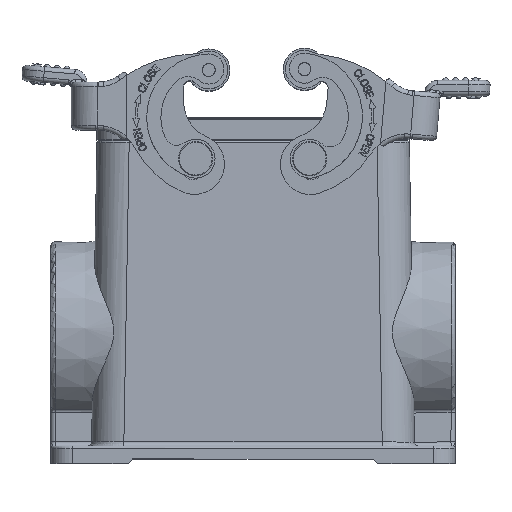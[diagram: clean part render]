
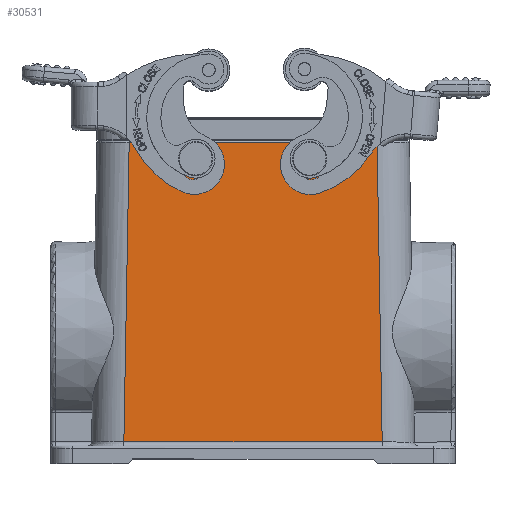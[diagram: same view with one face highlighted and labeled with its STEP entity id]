
A CAD part, top view. The second image highlights one B-rep face of the part: STEP entity #30531.
In plain terms, the highlighted planar face has unit normal (0, 0.018, 1).
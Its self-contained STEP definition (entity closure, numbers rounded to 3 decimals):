
#4098=DIRECTION('',(0.017,-1.,0.017));
#4099=VECTOR('',#4098,69.547);
#4100=CARTESIAN_POINT('',(75.819,51.712,49.758));
#4101=LINE('',#4100,#4099);
#4102=DIRECTION('',(0.018,1.,-0.017));
#4103=VECTOR('',#4102,69.547);
#4104=CARTESIAN_POINT('',(16.964,-17.796,50.971));
#4105=LINE('',#4104,#4103);
#4106=CARTESIAN_POINT('',(60.777,49.388,49.798));
#4107=CARTESIAN_POINT('',(60.727,49.407,49.798));
#4108=CARTESIAN_POINT('',(60.624,49.44,49.798));
#4109=CARTESIAN_POINT('',(60.465,49.471,49.797));
#4110=CARTESIAN_POINT('',(60.358,49.48,49.798));
#4111=CARTESIAN_POINT('',(60.304,49.482,49.798));
#4113=CARTESIAN_POINT('',(60.304,49.482,49.798));
#4114=CARTESIAN_POINT('',(60.227,49.489,49.797));
#4115=CARTESIAN_POINT('',(60.074,49.492,49.796));
#4116=CARTESIAN_POINT('',(59.849,49.461,49.797));
#4117=CARTESIAN_POINT('',(59.703,49.417,49.798));
#4118=CARTESIAN_POINT('',(59.631,49.389,49.798));
#6570=DIRECTION('',(-1.,0.,0.));
#6571=VECTOR('',#6570,57.619);
#6572=CARTESIAN_POINT('',(75.819,51.712,49.758));
#6573=LINE('',#6572,#6571);
#7285=DIRECTION('',(1.,0.,0.));
#7286=VECTOR('',#7285,1.247);
#7287=CARTESIAN_POINT('',(58.384,49.389,49.798));
#7288=LINE('',#7287,#7286);
#7309=DIRECTION('',(1.,0.,0.));
#7310=VECTOR('',#7309,1.169);
#7311=CARTESIAN_POINT('',(60.777,49.388,49.798));
#7312=LINE('',#7311,#7310);
#7378=CARTESIAN_POINT('',(61.946,49.388,49.798));
#7379=CARTESIAN_POINT('',(62.068,49.235,49.801));
#7380=CARTESIAN_POINT('',(62.264,48.912,49.807));
#7381=CARTESIAN_POINT('',(62.426,48.389,49.816));
#7382=CARTESIAN_POINT('',(62.447,48.01,49.822));
#7383=CARTESIAN_POINT('',(62.433,47.815,49.826));
#7395=CARTESIAN_POINT('',(57.902,48.212,49.819));
#7396=CARTESIAN_POINT('',(57.918,48.359,49.816));
#7397=CARTESIAN_POINT('',(57.975,48.641,49.811));
#7398=CARTESIAN_POINT('',(58.135,49.033,49.805));
#7399=CARTESIAN_POINT('',(58.292,49.274,49.8));
#7400=CARTESIAN_POINT('',(58.384,49.389,49.798));
#7402=CARTESIAN_POINT('',(62.433,47.815,49.826));
#7403=CARTESIAN_POINT('',(62.417,47.59,49.83));
#7404=CARTESIAN_POINT('',(62.324,47.166,49.837));
#7405=CARTESIAN_POINT('',(62.003,46.581,49.847));
#7406=CARTESIAN_POINT('',(61.531,46.116,49.856));
#7407=CARTESIAN_POINT('',(60.945,45.804,49.861));
#7408=CARTESIAN_POINT('',(60.295,45.671,49.863));
#7409=CARTESIAN_POINT('',(59.634,45.729,49.862));
#7410=CARTESIAN_POINT('',(59.017,45.973,49.858));
#7411=CARTESIAN_POINT('',(58.494,46.383,49.851));
#7412=CARTESIAN_POINT('',(58.111,46.924,49.841));
#7413=CARTESIAN_POINT('',(57.897,47.556,49.83));
#7414=CARTESIAN_POINT('',(57.879,47.989,49.823));
#7415=CARTESIAN_POINT('',(57.902,48.212,49.819));
#15514=DIRECTION('',(1.,0.,0.));
#15515=VECTOR('',#15514,60.047);
#15516=CARTESIAN_POINT('',(16.964,-17.796,
50.971));
#15517=LINE('',#15516,#15515);
#15527=CARTESIAN_POINT('',(35.988,48.014,49.823));
#15528=CARTESIAN_POINT('',(35.992,47.784,49.827));
#15529=CARTESIAN_POINT('',(35.934,47.344,49.834));
#15530=CARTESIAN_POINT('',(35.66,46.72,49.845));
#15531=CARTESIAN_POINT('',(35.221,46.204,49.854));
#15532=CARTESIAN_POINT('',(34.653,45.834,49.861));
#15533=CARTESIAN_POINT('',(34.003,45.641,49.864));
#15534=CARTESIAN_POINT('',(33.325,45.641,49.864));
#15535=CARTESIAN_POINT('',(32.675,45.835,49.861));
#15536=CARTESIAN_POINT('',(32.107,46.205,49.854));
#15537=CARTESIAN_POINT('',(31.668,46.721,49.845));
#15538=CARTESIAN_POINT('',(31.394,47.345,49.834));
#15539=CARTESIAN_POINT('',(31.337,47.784,49.827));
#15540=CARTESIAN_POINT('',(31.341,48.014,49.823));
#15560=CARTESIAN_POINT('',(31.341,48.014,49.823));
#15561=CARTESIAN_POINT('',(31.345,48.219,49.819));
#15562=CARTESIAN_POINT('',(31.404,48.613,49.812));
#15563=CARTESIAN_POINT('',(31.643,49.173,49.802));
#15564=CARTESIAN_POINT('',(32.018,49.65,49.794));
#15565=CARTESIAN_POINT('',(32.501,50.015,49.788));
#15566=CARTESIAN_POINT('',(33.065,50.245,49.784));
#15567=CARTESIAN_POINT('',(33.459,50.297,49.783));
#15568=CARTESIAN_POINT('',(33.664,50.297,49.783));
#15570=CARTESIAN_POINT('',(33.664,50.297,49.783));
#15571=CARTESIAN_POINT('',(33.869,50.297,49.783));
#15572=CARTESIAN_POINT('',(34.264,50.245,49.784));
#15573=CARTESIAN_POINT('',(34.828,50.015,49.788));
#15574=CARTESIAN_POINT('',(35.311,49.65,49.794));
#15575=CARTESIAN_POINT('',(35.685,49.173,49.802));
#15576=CARTESIAN_POINT('',(35.925,48.613,49.812));
#15577=CARTESIAN_POINT('',(35.984,48.219,49.819));
#15578=CARTESIAN_POINT('',(35.988,48.014,49.823));
#20777=CARTESIAN_POINT('',(16.964,-17.796,
50.971));
#20778=CARTESIAN_POINT('',(18.199,51.73,49.758));
#20779=VERTEX_POINT('',#20777);
#20780=VERTEX_POINT('',#20778);
#20785=CARTESIAN_POINT('',(75.819,51.712,49.758));
#20786=CARTESIAN_POINT('',(77.01,-17.815,
50.971));
#20787=VERTEX_POINT('',#20785);
#20788=VERTEX_POINT('',#20786);
#20789=VERTEX_POINT('',#15527);
#20790=VERTEX_POINT('',#15540);
#20791=VERTEX_POINT('',#15570);
#20792=VERTEX_POINT('',#7402);
#20793=VERTEX_POINT('',#7415);
#20794=VERTEX_POINT('',#7378);
#20795=CARTESIAN_POINT('',(60.777,49.388,49.798));
#20796=VERTEX_POINT('',#20795);
#20797=VERTEX_POINT('',#4111);
#20798=VERTEX_POINT('',#4118);
#20799=CARTESIAN_POINT('',(58.384,49.389,49.798));
#20800=VERTEX_POINT('',#20799);
#30493=CARTESIAN_POINT('',(46.998,16.958,50.365));
#30494=DIRECTION('',(0.,0.017,1.));
#30495=DIRECTION('',(0.,-1.,0.017));
#30496=AXIS2_PLACEMENT_3D('',#30493,#30494,#30495);
#30497=PLANE('',#30496);
#30499=ORIENTED_EDGE('',*,*,#30498,.T.);
#30501=ORIENTED_EDGE('',*,*,#30500,.F.);
#30502=ORIENTED_EDGE('',*,*,#30477,.T.);
#30504=ORIENTED_EDGE('',*,*,#30503,.F.);
#30505=EDGE_LOOP('',(#30499,#30501,#30502,#30504));
#30506=FACE_OUTER_BOUND('',#30505,.F.);
#30508=ORIENTED_EDGE('',*,*,#30507,.F.);
#30510=ORIENTED_EDGE('',*,*,#30509,.F.);
#30512=ORIENTED_EDGE('',*,*,#30511,.F.);
#30513=EDGE_LOOP('',(#30508,#30510,#30512));
#30514=FACE_BOUND('',#30513,.F.);
#30516=ORIENTED_EDGE('',*,*,#30515,.F.);
#30518=ORIENTED_EDGE('',*,*,#30517,.F.);
#30520=ORIENTED_EDGE('',*,*,#30519,.F.);
#30522=ORIENTED_EDGE('',*,*,#30521,.T.);
#30524=ORIENTED_EDGE('',*,*,#30523,.T.);
#30526=ORIENTED_EDGE('',*,*,#30525,.F.);
#30528=ORIENTED_EDGE('',*,*,#30527,.F.);
#30529=EDGE_LOOP('',(#30516,#30518,#30520,#30522,#30524,#30526,#30528));
#30530=FACE_BOUND('',#30529,.F.);
#4112=B_SPLINE_CURVE_WITH_KNOTS('',3,(#4106,#4107,#4108,#4109,#4110,#4111),
.UNSPECIFIED.,.F.,.F.,(4,1,1,4),(0.,0.333,0.667,1.),
.UNSPECIFIED.);
#4119=B_SPLINE_CURVE_WITH_KNOTS('',3,(#4113,#4114,#4115,#4116,#4117,#4118),
.UNSPECIFIED.,.F.,.F.,(4,1,1,4),(0.,0.333,0.667,1.),
.UNSPECIFIED.);
#7384=B_SPLINE_CURVE_WITH_KNOTS('',3,(#7378,#7379,#7380,#7381,#7382,#7383),
.UNSPECIFIED.,.F.,.F.,(4,1,1,4),(0.,0.333,0.667,1.),
.UNSPECIFIED.);
#7401=B_SPLINE_CURVE_WITH_KNOTS('',3,(#7395,#7396,#7397,#7398,#7399,#7400),
.UNSPECIFIED.,.F.,.F.,(4,1,1,4),(0.,0.333,0.667,1.),
.UNSPECIFIED.);
#7416=B_SPLINE_CURVE_WITH_KNOTS('',3,(#7402,#7403,#7404,#7405,#7406,#7407,#7408,
#7409,#7410,#7411,#7412,#7413,#7414,#7415),.UNSPECIFIED.,.F.,.F.,(4,1,1,1,1,1,1,
1,1,1,1,4),(0.,0.091,0.182,0.273,
0.364,0.455,0.545,0.636,
0.727,0.818,0.909,1.),.UNSPECIFIED.);
#15541=B_SPLINE_CURVE_WITH_KNOTS('',3,(#15527,#15528,#15529,#15530,#15531,
#15532,#15533,#15534,#15535,#15536,#15537,#15538,#15539,#15540),.UNSPECIFIED.,
.F.,.F.,(4,1,1,1,1,1,1,1,1,1,1,4),(0.,0.091,0.182,
0.273,0.364,0.455,0.545,
0.636,0.727,0.818,0.909,1.),
.UNSPECIFIED.);
#15569=B_SPLINE_CURVE_WITH_KNOTS('',3,(#15560,#15561,#15562,#15563,#15564,
#15565,#15566,#15567,#15568),.UNSPECIFIED.,.F.,.F.,(4,1,1,1,1,1,4),(0.,
0.167,0.333,0.5,0.667,0.833,
1.),.UNSPECIFIED.);
#15579=B_SPLINE_CURVE_WITH_KNOTS('',3,(#15570,#15571,#15572,#15573,#15574,
#15575,#15576,#15577,#15578),.UNSPECIFIED.,.F.,.F.,(4,1,1,1,1,1,4),(0.,
0.167,0.333,0.5,0.667,0.833,
1.),.UNSPECIFIED.);
#30477=EDGE_CURVE('',#20779,#20780,#4105,.T.);
#30498=EDGE_CURVE('',#20787,#20788,#4101,.T.);
#30500=EDGE_CURVE('',#20779,#20788,#15517,.T.);
#30503=EDGE_CURVE('',#20787,#20780,#6573,.T.);
#30507=EDGE_CURVE('',#20789,#20790,#15541,.T.);
#30509=EDGE_CURVE('',#20791,#20789,#15579,.T.);
#30511=EDGE_CURVE('',#20790,#20791,#15569,.T.);
#30515=EDGE_CURVE('',#20792,#20793,#7416,.T.);
#30517=EDGE_CURVE('',#20794,#20792,#7384,.T.);
#30519=EDGE_CURVE('',#20796,#20794,#7312,.T.);
#30521=EDGE_CURVE('',#20796,#20797,#4112,.T.);
#30523=EDGE_CURVE('',#20797,#20798,#4119,.T.);
#30525=EDGE_CURVE('',#20800,#20798,#7288,.T.);
#30527=EDGE_CURVE('',#20793,#20800,#7401,.T.);
#30531=ADVANCED_FACE('',(#30506,#30514,#30530),#30497,.T.);
